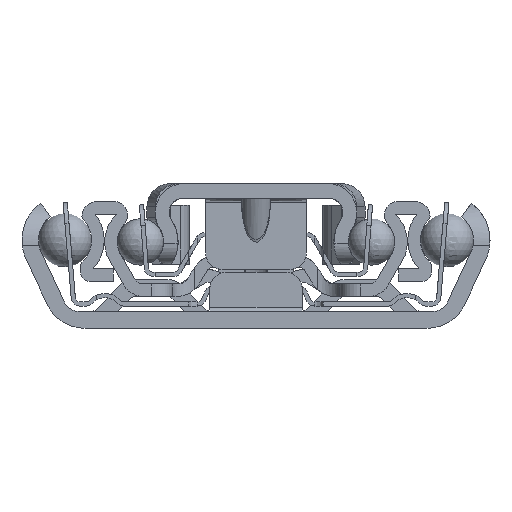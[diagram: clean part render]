
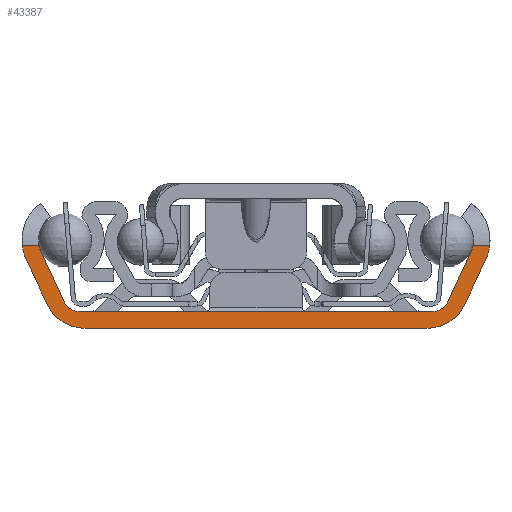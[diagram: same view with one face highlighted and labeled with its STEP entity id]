
A CAD part, left-side view. The second image highlights one B-rep face of the part: STEP entity #43387.
In plain terms, the highlighted planar face has unit normal (-1, 0, 0).
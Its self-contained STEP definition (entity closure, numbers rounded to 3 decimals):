
#748=PLANE('',#46217);
#2355=FACE_OUTER_BOUND('',#4633,.T.);
#4633=EDGE_LOOP('',(#29893,#29894,#29895,#29896,#29897,#29898,#29899,#29900,
#29901,#29902,#29903,#29904,#29905,#29906,#29907,#29908));
#6955=LINE('',#64162,#11056);
#7212=LINE('',#66208,#11313);
#7213=LINE('',#66223,#11314);
#7218=LINE('',#66236,#11319);
#7220=LINE('',#66243,#11321);
#7223=LINE('',#66252,#11324);
#7225=LINE('',#66259,#11326);
#7228=LINE('',#66266,#11329);
#11056=VECTOR('',#50526,10.);
#11313=VECTOR('',#51551,10.);
#11314=VECTOR('',#51556,10.);
#11319=VECTOR('',#51573,10.);
#11321=VECTOR('',#51581,10.);
#11324=VECTOR('',#51594,10.);
#11326=VECTOR('',#51602,10.);
#11329=VECTOR('',#51611,10.);
#15346=CIRCLE('',#46182,5.475);
#15355=CIRCLE('',#46193,3.5);
#15356=CIRCLE('',#46201,5.);
#15357=CIRCLE('',#46204,3.5);
#15358=CIRCLE('',#46207,2.);
#15359=CIRCLE('',#46209,2.);
#15360=CIRCLE('',#46212,5.475);
#15361=CIRCLE('',#46215,5.);
#17476=VERTEX_POINT('',#64160);
#17477=VERTEX_POINT('',#64161);
#17831=VERTEX_POINT('',#66132);
#17832=VERTEX_POINT('',#66147);
#17844=VERTEX_POINT('',#66177);
#17845=VERTEX_POINT('',#66188);
#17846=VERTEX_POINT('',#66192);
#17848=VERTEX_POINT('',#66211);
#17850=VERTEX_POINT('',#66230);
#17851=VERTEX_POINT('',#66231);
#17852=VERTEX_POINT('',#66238);
#17853=VERTEX_POINT('',#66242);
#17854=VERTEX_POINT('',#66248);
#17855=VERTEX_POINT('',#66254);
#17856=VERTEX_POINT('',#66258);
#17857=VERTEX_POINT('',#66262);
#21960=EDGE_CURVE('',#17476,#17477,#6955,.T.);
#22501=EDGE_CURVE('',#17831,#17832,#15346,.T.);
#22518=EDGE_CURVE('',#17844,#17845,#15355,.T.);
#22521=EDGE_CURVE('',#17846,#17844,#7212,.T.);
#22524=EDGE_CURVE('',#17848,#17831,#7213,.T.);
#22528=EDGE_CURVE('',#17850,#17851,#15356,.T.);
#22531=EDGE_CURVE('',#17832,#17850,#7218,.T.);
#22533=EDGE_CURVE('',#17852,#17848,#15357,.T.);
#22534=EDGE_CURVE('',#17853,#17852,#7220,.T.);
#22536=EDGE_CURVE('',#17477,#17853,#15358,.T.);
#22537=EDGE_CURVE('',#17854,#17476,#15359,.T.);
#22539=EDGE_CURVE('',#17845,#17854,#7223,.T.);
#22541=EDGE_CURVE('',#17855,#17846,#15360,.T.);
#22542=EDGE_CURVE('',#17856,#17855,#7225,.T.);
#22544=EDGE_CURVE('',#17857,#17856,#15361,.T.);
#22546=EDGE_CURVE('',#17851,#17857,#7228,.T.);
#29893=ORIENTED_EDGE('',*,*,#22524,.F.);
#29894=ORIENTED_EDGE('',*,*,#22533,.F.);
#29895=ORIENTED_EDGE('',*,*,#22534,.F.);
#29896=ORIENTED_EDGE('',*,*,#22536,.F.);
#29897=ORIENTED_EDGE('',*,*,#21960,.F.);
#29898=ORIENTED_EDGE('',*,*,#22537,.F.);
#29899=ORIENTED_EDGE('',*,*,#22539,.F.);
#29900=ORIENTED_EDGE('',*,*,#22518,.F.);
#29901=ORIENTED_EDGE('',*,*,#22521,.F.);
#29902=ORIENTED_EDGE('',*,*,#22541,.F.);
#29903=ORIENTED_EDGE('',*,*,#22542,.F.);
#29904=ORIENTED_EDGE('',*,*,#22544,.F.);
#29905=ORIENTED_EDGE('',*,*,#22546,.F.);
#29906=ORIENTED_EDGE('',*,*,#22528,.F.);
#29907=ORIENTED_EDGE('',*,*,#22531,.F.);
#29908=ORIENTED_EDGE('',*,*,#22501,.F.);
#43387=ADVANCED_FACE('',(#2355),#748,.F.);
#46182=AXIS2_PLACEMENT_3D('',#66148,#51517,#51518);
#46193=AXIS2_PLACEMENT_3D('',#66189,#51546,#51547);
#46201=AXIS2_PLACEMENT_3D('',#66232,#51567,#51568);
#46204=AXIS2_PLACEMENT_3D('',#66240,#51577,#51578);
#46207=AXIS2_PLACEMENT_3D('',#66246,#51585,#51586);
#46209=AXIS2_PLACEMENT_3D('',#66249,#51589,#51590);
#46212=AXIS2_PLACEMENT_3D('',#66256,#51598,#51599);
#46215=AXIS2_PLACEMENT_3D('',#66263,#51606,#51607);
#46217=AXIS2_PLACEMENT_3D('',#66267,#51612,#51613);
#50526=DIRECTION('',(0.,-1.,0.));
#51517=DIRECTION('center_axis',(1.,0.,0.));
#51518=DIRECTION('ref_axis',(0.,-0.595,0.804));
#51546=DIRECTION('center_axis',(-1.,0.,0.));
#51547=DIRECTION('ref_axis',(0.,-0.906,0.423));
#51551=DIRECTION('',(0.,-1.,0.));
#51556=DIRECTION('',(0.,-1.,0.));
#51567=DIRECTION('center_axis',(1.,0.,0.));
#51568=DIRECTION('ref_axis',(0.,-0.906,-0.423));
#51573=DIRECTION('',(0.,0.423,-0.906));
#51577=DIRECTION('center_axis',(-1.,0.,0.));
#51578=DIRECTION('ref_axis',(0.,0.593,-0.805));
#51581=DIRECTION('',(0.,-0.423,0.906));
#51585=DIRECTION('center_axis',(-1.,0.,0.));
#51586=DIRECTION('ref_axis',(0.,0.906,0.423));
#51589=DIRECTION('center_axis',(-1.,0.,0.));
#51590=DIRECTION('ref_axis',(0.,0.,1.));
#51594=DIRECTION('',(0.,-0.423,-0.906));
#51598=DIRECTION('center_axis',(1.,0.,0.));
#51599=DIRECTION('ref_axis',(0.,0.906,-0.423));
#51602=DIRECTION('',(0.,0.423,0.906));
#51606=DIRECTION('center_axis',(1.,0.,0.));
#51607=DIRECTION('ref_axis',(0.,0.,-1.));
#51611=DIRECTION('',(0.,1.,0.));
#51612=DIRECTION('center_axis',(1.,0.,0.));
#51613=DIRECTION('ref_axis',(0.,0.,-1.));
#64160=CARTESIAN_POINT('',(0.,21.049,2.));
#64161=CARTESIAN_POINT('',(0.,-21.049,2.));
#64162=CARTESIAN_POINT('',(0.,21.049,2.));
#66132=CARTESIAN_POINT('',(0.,-27.867,9.9));
#66147=CARTESIAN_POINT('',(0.,-27.387,8.186));
#66148=CARTESIAN_POINT('Origin',(0.,-22.425,10.5));
#66177=CARTESIAN_POINT('',(0.,25.873,9.9));
#66188=CARTESIAN_POINT('',(0.,25.597,9.021));
#66189=CARTESIAN_POINT('Origin',(0.,22.425,10.5));
#66192=CARTESIAN_POINT('',(0.,27.867,9.9));
#66208=CARTESIAN_POINT('',(0.,0.,9.9));
#66211=CARTESIAN_POINT('',(0.,-25.873,9.9));
#66223=CARTESIAN_POINT('',(0.,0.,9.9));
#66230=CARTESIAN_POINT('',(0.,-24.916,2.887));
#66231=CARTESIAN_POINT('',(0.,-20.384,0.));
#66232=CARTESIAN_POINT('Origin',(0.,-20.384,5.));
#66236=CARTESIAN_POINT('',(0.,-27.387,8.186));
#66238=CARTESIAN_POINT('',(0.,-25.597,9.021));
#66240=CARTESIAN_POINT('Origin',(0.,-22.425,10.5));
#66242=CARTESIAN_POINT('',(0.,-22.862,3.155));
#66243=CARTESIAN_POINT('',(0.,-22.862,3.155));
#66246=CARTESIAN_POINT('Origin',(0.,-21.049,4.));
#66248=CARTESIAN_POINT('',(0.,22.862,3.155));
#66249=CARTESIAN_POINT('Origin',(0.,21.049,4.));
#66252=CARTESIAN_POINT('',(0.,25.597,9.021));
#66254=CARTESIAN_POINT('',(0.,27.387,8.186));
#66256=CARTESIAN_POINT('Origin',(0.,22.425,10.5));
#66258=CARTESIAN_POINT('',(0.,24.916,2.887));
#66259=CARTESIAN_POINT('',(0.,24.916,2.887));
#66262=CARTESIAN_POINT('',(0.,20.384,0.));
#66263=CARTESIAN_POINT('Origin',(0.,20.384,5.));
#66266=CARTESIAN_POINT('',(0.,0.,0.));
#66267=CARTESIAN_POINT('Origin',(0.,0.,3.622));
